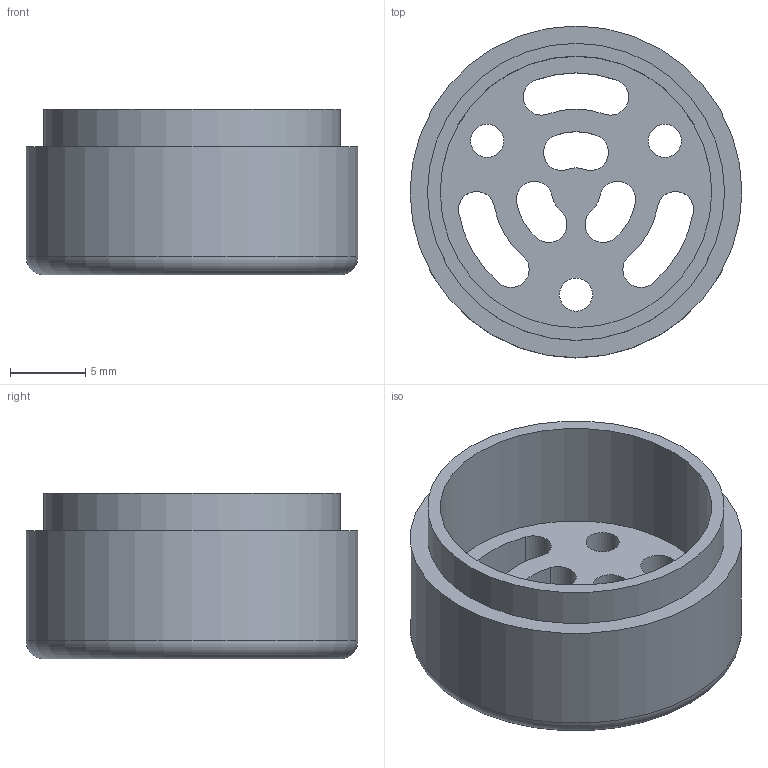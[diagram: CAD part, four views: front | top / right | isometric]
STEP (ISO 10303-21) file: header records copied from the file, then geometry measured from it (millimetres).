
FILE_DESCRIPTION(('FreeCAD Model'),'2;1');
FILE_NAME('Open CASCADE Shape Model','2026-02-04T16:47:18',(''),(''), 'Open CASCADE STEP processor 7.7','FreeCAD','Unknown');
FILE_SCHEMA(('AUTOMOTIVE_DESIGN { 1 0 10303 214 1 1 1 1 }'));
Length unit declared in the file: millimetre
Products named in the file (1): EndCap_Bottom
Bounding box: 22 x 22 x 11 mm (x, y, z)
Volume: 1730.5 mm3; surface area: 2109.1 mm2
Topology: 1 solids, 1 shells, 41 faces, 101 edges, 67 vertices
Faces by surface type: cylinder 33, plane 7, torus 1
Full cylindrical faces by diameter (mm): 2.2 x3, 3.7 x3, 18 x1, 19.7 x1, 22 x1
Entity records: 1313 total; most frequent: DIRECTION 253, CARTESIAN_POINT 210, ORIENTED_EDGE 202, AXIS2_PLACEMENT_3D 110, EDGE_CURVE 101, CIRCLE 68, VERTEX_POINT 67, FACE_BOUND 64
